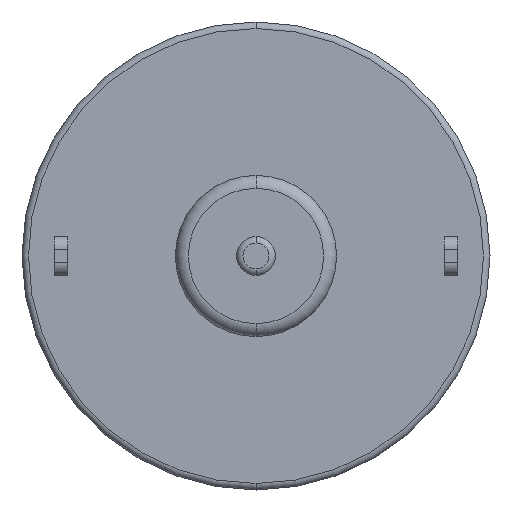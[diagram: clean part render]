
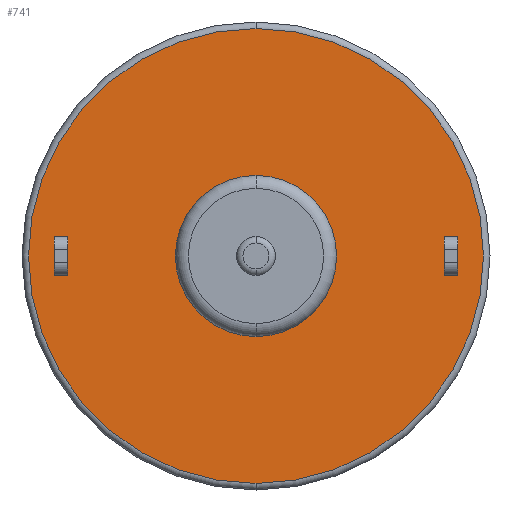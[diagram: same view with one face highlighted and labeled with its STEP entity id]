
A CAD part, front view. The second image highlights one B-rep face of the part: STEP entity #741.
In plain terms, the highlighted planar face has unit normal (0, -1, 0).
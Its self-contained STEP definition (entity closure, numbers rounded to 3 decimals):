
#19 = ORIENTED_EDGE ( 'NONE', *, *, #852, .F. ) ;
#20 = DIRECTION ( 'NONE',  ( 0., 0., 1. ) ) ;
#21 = ORIENTED_EDGE ( 'NONE', *, *, #535, .F. ) ;
#42 = DIRECTION ( 'NONE',  ( 1., 0., 0. ) ) ;
#49 = DIRECTION ( 'NONE',  ( -1., 0., 0. ) ) ;
#53 = LINE ( 'NONE', #1853, #137 ) ;
#73 = VERTEX_POINT ( 'NONE', #2154 ) ;
#80 = EDGE_CURVE ( 'NONE', #1058, #588, #53, .T. ) ;
#131 = EDGE_LOOP ( 'NONE', ( #1171, #1556, #2113, #21 ) ) ;
#137 = VECTOR ( 'NONE', #1210, 1000. ) ;
#139 = VERTEX_POINT ( 'NONE', #730 ) ;
#178 = VECTOR ( 'NONE', #557, 1000. ) ;
#194 = EDGE_CURVE ( 'NONE', #139, #998, #1773, .T. ) ;
#206 = CARTESIAN_POINT ( 'NONE',  ( 0., 0., 0. ) ) ;
#229 = AXIS2_PLACEMENT_3D ( 'NONE', #1573, #561, #1725 ) ;
#268 = CARTESIAN_POINT ( 'NONE',  ( 14.5, 0., 1.5 ) ) ;
#271 = CIRCLE ( 'NONE', #845, 17.5 ) ;
#307 = ORIENTED_EDGE ( 'NONE', *, *, #609, .T. ) ;
#318 = EDGE_CURVE ( 'NONE', #1485, #139, #492, .T. ) ;
#337 = DIRECTION ( 'NONE',  ( 0., 0., 1. ) ) ;
#352 = LINE ( 'NONE', #1568, #178 ) ;
#354 = VERTEX_POINT ( 'NONE', #2125 ) ;
#377 = PLANE ( 'NONE',  #596 ) ;
#398 = DIRECTION ( 'NONE',  ( 0., 0., 1. ) ) ;
#428 = CARTESIAN_POINT ( 'NONE',  ( 0., 0., 0. ) ) ;
#443 = EDGE_CURVE ( 'NONE', #73, #1485, #939, .T. ) ;
#466 = FACE_BOUND ( 'NONE', #131, .T. ) ;
#477 = ORIENTED_EDGE ( 'NONE', *, *, #1733, .F. ) ;
#478 = AXIS2_PLACEMENT_3D ( 'NONE', #570, #1736, #731 ) ;
#492 = LINE ( 'NONE', #2109, #514 ) ;
#514 = VECTOR ( 'NONE', #1129, 1000. ) ;
#535 = EDGE_CURVE ( 'NONE', #998, #73, #352, .T. ) ;
#557 = DIRECTION ( 'NONE',  ( 1., 0., 0. ) ) ;
#561 = DIRECTION ( 'NONE',  ( 0., -1., 0. ) ) ;
#570 = CARTESIAN_POINT ( 'NONE',  ( 0., 0., 0. ) ) ;
#587 = EDGE_LOOP ( 'NONE', ( #643, #477 ) ) ;
#588 = VERTEX_POINT ( 'NONE', #1576 ) ;
#596 = AXIS2_PLACEMENT_3D ( 'NONE', #2052, #1068, #20 ) ;
#607 = DIRECTION ( 'NONE',  ( 0., 0., 1. ) ) ;
#609 = EDGE_CURVE ( 'NONE', #1346, #1381, #271, .T. ) ;
#610 = CARTESIAN_POINT ( 'NONE',  ( 0., 0., -6.2 ) ) ;
#643 = ORIENTED_EDGE ( 'NONE', *, *, #757, .F. ) ;
#690 = CIRCLE ( 'NONE', #229, 17.5 ) ;
#695 = LINE ( 'NONE', #1253, #1975 ) ;
#730 = CARTESIAN_POINT ( 'NONE',  ( -15.5, 0., 1.5 ) ) ;
#731 = DIRECTION ( 'NONE',  ( 0., 0., 1. ) ) ;
#732 = EDGE_LOOP ( 'NONE', ( #1081, #1024, #1130, #19 ) ) ;
#741 = ADVANCED_FACE ( 'NONE', ( #466, #807, #1318, #1254 ), #377, .F. ) ;
#757 = EDGE_CURVE ( 'NONE', #354, #971, #1658, .T. ) ;
#807 = FACE_OUTER_BOUND ( 'NONE', #1589, .T. ) ;
#827 = EDGE_CURVE ( 'NONE', #588, #1665, #695, .T. ) ;
#845 = AXIS2_PLACEMENT_3D ( 'NONE', #206, #1424, #398 ) ;
#852 = EDGE_CURVE ( 'NONE', #1351, #1058, #1097, .T. ) ;
#903 = CARTESIAN_POINT ( 'NONE',  ( -15.5, 0., 1.5 ) ) ;
#939 = LINE ( 'NONE', #1365, #1612 ) ;
#944 = EDGE_CURVE ( 'NONE', #1665, #1351, #989, .T. ) ;
#971 = VERTEX_POINT ( 'NONE', #610 ) ;
#986 = CARTESIAN_POINT ( 'NONE',  ( 15.5, 0., 1.5 ) ) ;
#989 = LINE ( 'NONE', #1110, #1449 ) ;
#998 = VERTEX_POINT ( 'NONE', #1945 ) ;
#1024 = ORIENTED_EDGE ( 'NONE', *, *, #827, .F. ) ;
#1033 = VECTOR ( 'NONE', #49, 1000. ) ;
#1058 = VERTEX_POINT ( 'NONE', #268 ) ;
#1068 = DIRECTION ( 'NONE',  ( 0., 1., 0. ) ) ;
#1080 = CARTESIAN_POINT ( 'NONE',  ( 15.5, 0., -1.5 ) ) ;
#1081 = ORIENTED_EDGE ( 'NONE', *, *, #944, .F. ) ;
#1092 = DIRECTION ( 'NONE',  ( 0., 0., -1. ) ) ;
#1094 = CARTESIAN_POINT ( 'NONE',  ( 15.5, 0., 1.5 ) ) ;
#1097 = LINE ( 'NONE', #1094, #1033 ) ;
#1110 = CARTESIAN_POINT ( 'NONE',  ( 15.5, 0., 1.5 ) ) ;
#1129 = DIRECTION ( 'NONE',  ( -1., 0., 0. ) ) ;
#1130 = ORIENTED_EDGE ( 'NONE', *, *, #80, .F. ) ;
#1171 = ORIENTED_EDGE ( 'NONE', *, *, #194, .F. ) ;
#1210 = DIRECTION ( 'NONE',  ( 0., 0., -1. ) ) ;
#1253 = CARTESIAN_POINT ( 'NONE',  ( 15.5, 0., -1.5 ) ) ;
#1254 = FACE_BOUND ( 'NONE', #732, .T. ) ;
#1272 = ORIENTED_EDGE ( 'NONE', *, *, #1929, .T. ) ;
#1318 = FACE_BOUND ( 'NONE', #587, .T. ) ;
#1346 = VERTEX_POINT ( 'NONE', #1825 ) ;
#1351 = VERTEX_POINT ( 'NONE', #986 ) ;
#1361 = AXIS2_PLACEMENT_3D ( 'NONE', #428, #1618, #607 ) ;
#1365 = CARTESIAN_POINT ( 'NONE',  ( -14.5, 0., 1.5 ) ) ;
#1381 = VERTEX_POINT ( 'NONE', #2141 ) ;
#1409 = CIRCLE ( 'NONE', #1361, 6.2 ) ;
#1424 = DIRECTION ( 'NONE',  ( 0., -1., 0. ) ) ;
#1449 = VECTOR ( 'NONE', #2092, 1000. ) ;
#1485 = VERTEX_POINT ( 'NONE', #1528 ) ;
#1528 = CARTESIAN_POINT ( 'NONE',  ( -14.5, 0., 1.5 ) ) ;
#1556 = ORIENTED_EDGE ( 'NONE', *, *, #318, .F. ) ;
#1568 = CARTESIAN_POINT ( 'NONE',  ( -15.5, 0., -1.5 ) ) ;
#1573 = CARTESIAN_POINT ( 'NONE',  ( 0., 0., 0. ) ) ;
#1576 = CARTESIAN_POINT ( 'NONE',  ( 14.5, 0., -1.5 ) ) ;
#1589 = EDGE_LOOP ( 'NONE', ( #307, #1272 ) ) ;
#1612 = VECTOR ( 'NONE', #337, 1000. ) ;
#1618 = DIRECTION ( 'NONE',  ( 0., -1., 0. ) ) ;
#1658 = CIRCLE ( 'NONE', #478, 6.2 ) ;
#1665 = VERTEX_POINT ( 'NONE', #1080 ) ;
#1725 = DIRECTION ( 'NONE',  ( 0., 0., 1. ) ) ;
#1733 = EDGE_CURVE ( 'NONE', #971, #354, #1409, .T. ) ;
#1736 = DIRECTION ( 'NONE',  ( 0., -1., 0. ) ) ;
#1770 = VECTOR ( 'NONE', #1092, 1000. ) ;
#1773 = LINE ( 'NONE', #903, #1770 ) ;
#1825 = CARTESIAN_POINT ( 'NONE',  ( 0., 0., 17.5 ) ) ;
#1853 = CARTESIAN_POINT ( 'NONE',  ( 14.5, 0., 1.5 ) ) ;
#1929 = EDGE_CURVE ( 'NONE', #1381, #1346, #690, .T. ) ;
#1945 = CARTESIAN_POINT ( 'NONE',  ( -15.5, 0., -1.5 ) ) ;
#1975 = VECTOR ( 'NONE', #42, 1000. ) ;
#2052 = CARTESIAN_POINT ( 'NONE',  ( 0., 0., 0. ) ) ;
#2092 = DIRECTION ( 'NONE',  ( 0., 0., 1. ) ) ;
#2109 = CARTESIAN_POINT ( 'NONE',  ( -15.5, 0., 1.5 ) ) ;
#2113 = ORIENTED_EDGE ( 'NONE', *, *, #443, .F. ) ;
#2125 = CARTESIAN_POINT ( 'NONE',  ( 0., 0., 6.2 ) ) ;
#2141 = CARTESIAN_POINT ( 'NONE',  ( 0., 0., -17.5 ) ) ;
#2154 = CARTESIAN_POINT ( 'NONE',  ( -14.5, 0., -1.5 ) ) ;
